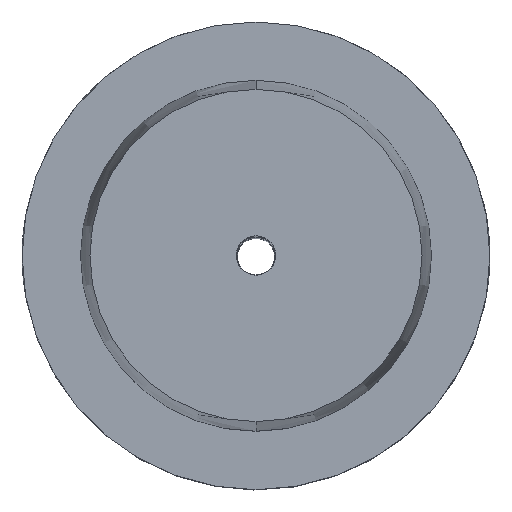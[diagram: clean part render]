
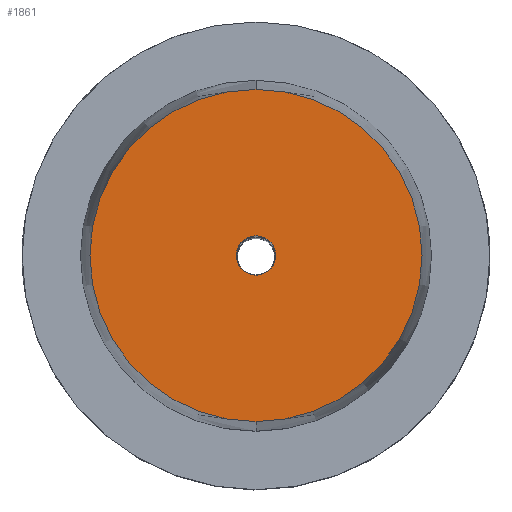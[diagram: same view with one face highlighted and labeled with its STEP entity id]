
A CAD part, top view. The second image highlights one B-rep face of the part: STEP entity #1861.
In plain terms, the highlighted planar face has unit normal (0, 0, 1).
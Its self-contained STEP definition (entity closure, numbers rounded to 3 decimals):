
#834=CARTESIAN_POINT('',(0.,0.,50.));
#835=DIRECTION('',(0.,0.,1.));
#836=DIRECTION('',(0.,1.,0.));
#837=AXIS2_PLACEMENT_3D('',#834,#835,#836);
#842=CARTESIAN_POINT('',(0.,0.,50.));
#843=DIRECTION('',(0.,0.,-1.));
#844=DIRECTION('',(0.,1.,0.));
#845=AXIS2_PLACEMENT_3D('',#842,#843,#844);
#850=CARTESIAN_POINT('',(0.,0.,50.));
#851=DIRECTION('',(0.,0.,-1.));
#852=DIRECTION('',(0.,1.,0.));
#853=AXIS2_PLACEMENT_3D('',#850,#851,#852);
#858=CARTESIAN_POINT('',(0.,0.,50.));
#859=DIRECTION('',(0.,0.,-1.));
#860=DIRECTION('',(0.,-1.,0.));
#861=AXIS2_PLACEMENT_3D('',#858,#859,#860);
#1128=CARTESIAN_POINT('',(0.,4.2,50.));
#1129=CARTESIAN_POINT('',(0.,-4.2,50.));
#1130=VERTEX_POINT('',#1128);
#1131=VERTEX_POINT('',#1129);
#1170=CARTESIAN_POINT('',(0.,35.501,50.));
#1171=VERTEX_POINT('',#1170);
#1172=CARTESIAN_POINT('',(0.,-35.501,50.));
#1173=VERTEX_POINT('',#1172);
#1846=CARTESIAN_POINT('',(0.,0.,50.));
#1847=DIRECTION('',(0.,0.,-1.));
#1848=DIRECTION('',(0.,-1.,0.));
#1849=AXIS2_PLACEMENT_3D('',#1846,#1847,#1848);
#1850=PLANE('',#1849);
#1851=ORIENTED_EDGE('',*,*,#1839,.F.);
#1852=ORIENTED_EDGE('',*,*,#1828,.T.);
#1853=EDGE_LOOP('',(#1851,#1852));
#1854=FACE_OUTER_BOUND('',#1853,.F.);
#1856=ORIENTED_EDGE('',*,*,#1855,.F.);
#1858=ORIENTED_EDGE('',*,*,#1857,.F.);
#1859=EDGE_LOOP('',(#1856,#1858));
#1860=FACE_BOUND('',#1859,.F.);
#838=CIRCLE('',#837,35.501);
#846=CIRCLE('',#845,35.501);
#854=CIRCLE('',#853,4.2);
#862=CIRCLE('',#861,4.2);
#1828=EDGE_CURVE('',#1171,#1173,#846,.T.);
#1839=EDGE_CURVE('',#1171,#1173,#838,.T.);
#1855=EDGE_CURVE('',#1130,#1131,#854,.T.);
#1857=EDGE_CURVE('',#1131,#1130,#862,.T.);
#1861=ADVANCED_FACE('',(#1854,#1860),#1850,.F.);
